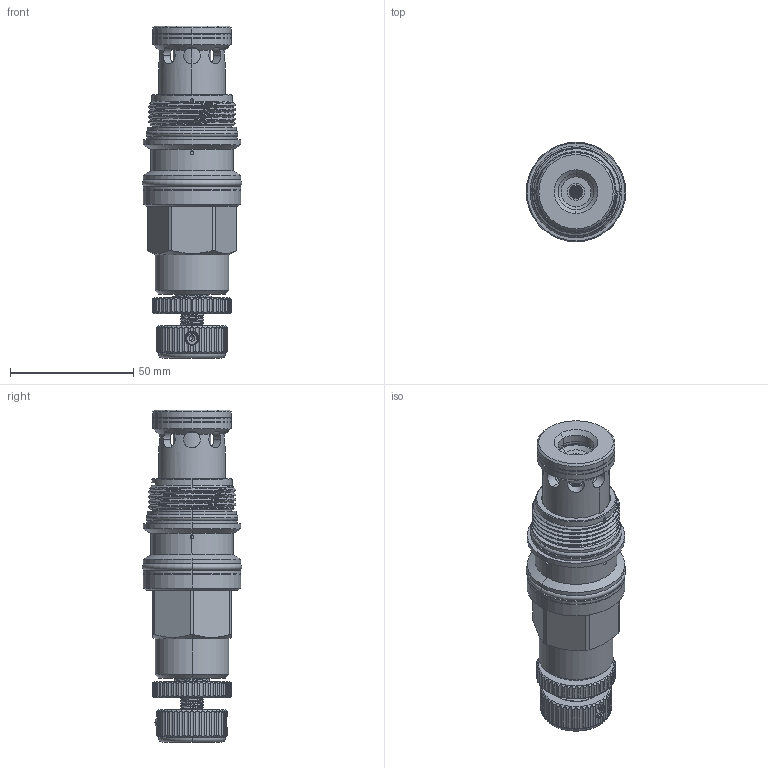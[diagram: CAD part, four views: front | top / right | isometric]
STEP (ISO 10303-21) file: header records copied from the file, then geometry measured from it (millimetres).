
FILE_DESCRIPTION (( 'STEP AP203' ), '1' );
FILE_NAME ('RV17A3G-K-85.STEP', '2020-03-24T09:33:04', ( '' ), ( '' ), 'SwSTEP 2.0', 'SolidWorks 2018', '' );
FILE_SCHEMA (( 'CONFIG_CONTROL_DESIGN' ));
Products named in the file (1): RV17A3G-K-85
Bounding box: 40.39 x 40.39 x 134.71 mm (x, y, z)
Volume: 96346.1 mm3; surface area: 38102.9 mm2
Topology: 16 solids, 16 shells, 1485 faces, 4117 edges, 2618 vertices
Faces by surface type: cylinder 901, plane 236, cone 165, torus 112, bspline 61, sphere 10
Entity records: 104999 total; most frequent: CARTESIAN_POINT 69483, ORIENTED_EDGE 8162, DIRECTION 6138, EDGE_CURVE 4081, VERTEX_POINT 2612, AXIS2_PLACEMENT_3D 2366, EDGE_LOOP 1911, B_SPLINE_CURVE_WITH_KNOTS 1545
